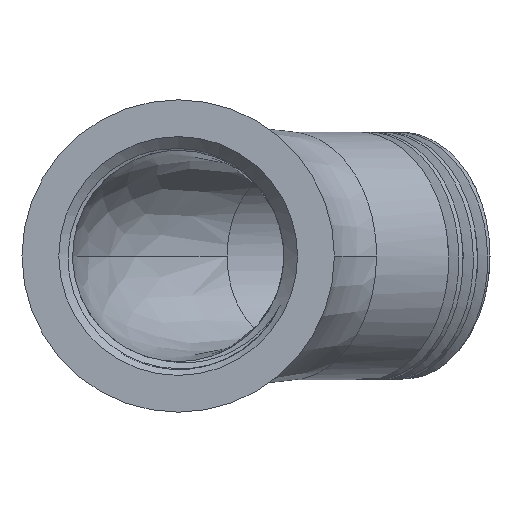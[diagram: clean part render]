
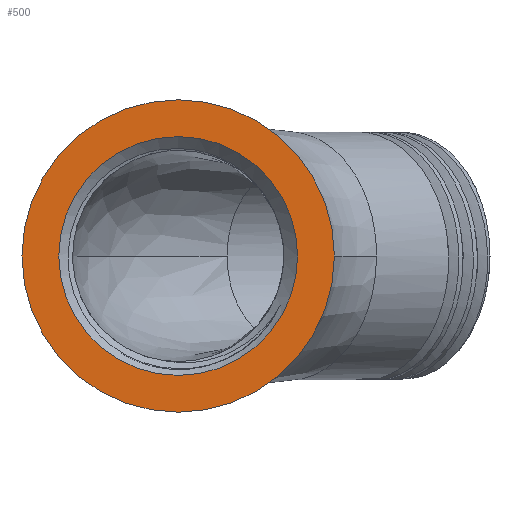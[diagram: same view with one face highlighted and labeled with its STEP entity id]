
A CAD part, front view. The second image highlights one B-rep face of the part: STEP entity #500.
In plain terms, the highlighted planar face has unit normal (0, -1, 0).
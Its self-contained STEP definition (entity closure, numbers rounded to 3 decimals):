
#23=CIRCLE('',#530,17.);
#24=CIRCLE('',#531,13.);
#174=ORIENTED_EDGE('',*,*,#322,.T.);
#175=ORIENTED_EDGE('',*,*,#323,.T.);
#322=EDGE_CURVE('',#395,#395,#23,.T.);
#323=EDGE_CURVE('',#396,#396,#24,.T.);
#395=VERTEX_POINT('',#4579);
#396=VERTEX_POINT('',#4581);
#436=EDGE_LOOP('',(#174));
#437=EDGE_LOOP('',(#175));
#466=FACE_BOUND('',#436,.T.);
#467=FACE_BOUND('',#437,.T.);
#490=PLANE('',#529);
#500=ADVANCED_FACE('',(#466,#467),#490,.T.);
#529=AXIS2_PLACEMENT_3D('',#4577,#561,#562);
#530=AXIS2_PLACEMENT_3D('',#4578,#563,#564);
#531=AXIS2_PLACEMENT_3D('',#4580,#565,#566);
#561=DIRECTION('',(0.,-1.,0.));
#562=DIRECTION('',(0.,0.,-1.));
#563=DIRECTION('',(0.,-1.,0.));
#564=DIRECTION('',(0.,0.,-1.));
#565=DIRECTION('',(0.,1.,0.));
#566=DIRECTION('',(0.,0.,-1.));
#4577=CARTESIAN_POINT('',(11.5,0.,0.));
#4578=CARTESIAN_POINT('',(0.,0.,0.));
#4579=CARTESIAN_POINT('',(0.,0.,-17.));
#4580=CARTESIAN_POINT('',(0.,0.,0.));
#4581=CARTESIAN_POINT('',(0.,0.,-13.));
